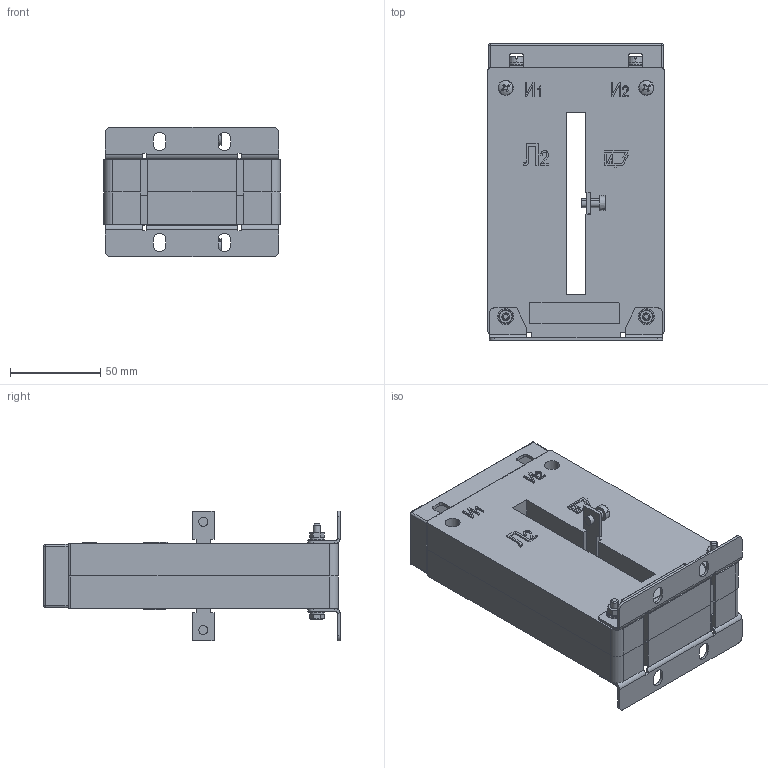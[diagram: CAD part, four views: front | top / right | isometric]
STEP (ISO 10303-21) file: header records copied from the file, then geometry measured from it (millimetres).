
FILE_DESCRIPTION (( 'STEP AP214' ), '1' );
FILE_NAME ('ÒØ-0,66-4Ë.STEP', '2023-08-01T11:42:31', ( '' ), ( '' ), 'SwSTEP 2.0', 'SolidWorks 2014', '' );
FILE_SCHEMA (( 'AUTOMOTIVE_DESIGN' ));
Length unit declared in the file: millimetre
Products named in the file (62): Øóðóï 2-4õ20.019 ÃÎÑÒ 1144-80; Áîëò ÃÎÑÒ 7805-70 Ì4-Ì6; 屡扔.741131.008 想囗赅_-02; ÂÅÈÓ.686171.020À Ïîëóêîðïóñ Ë1_-01; ÂÅÈÓ.686171.021À Ïîëóêîðïóñ Ë2_-01; ÂÅÈÓ.323293.013 Êðûøêà çàùèòíàÿ_-03; ﾘ琺矜 5.65ﾃ.019 ﾃﾎﾑﾒ 6402-70; ﾘ琺矜 5.01.019 ﾃﾎﾑﾒ11371-78; 妈眚 󊅠.58.019 梦岩17473-80; 妈眚 󊙅0.58.019 梦岩17473-80; ÂÅÈÓ.757249.004 Ïëàñòèíà êîíòàêòíàÿ; ÂÅÈÓ.685412.034 Ìàãíèòîïðîâîä ñ îáìîòêîé; Ãàéêà Ì4.5.019 ÃÎÑÒ5915-70; 屡扔.754312.173 亦犭梓赅; ÂÅÈÓ.754312.152 Òàáëè÷êà ïðåäñòàâèòåëüíàÿ; 屡扔.301524.025 肃镟_1; Áîëò ÃÎÑÒ 7805-70 Ì4-Ì6_Œ4å50; Ãàéêà Ì4.5.019 ÃÎÑÒ5915-70_1; ﾘ琺矜 4.01.019 ﾃﾎﾑﾒ11371-78_1; ﾘ琺矜 4.65ﾃ.019 ﾃﾎﾑﾒ1144-80_1; ﾒﾘ-0,66-4ﾋ; 屡扔.741131.008 想囗赅; ÂÅÈÓ.686171.020À Ïîëóêîðïóñ Ë1; ÂÅÈÓ.686171.021À Ïîëóêîðïóñ Ë2; ÂÅÈÓ.323293.013 Êðûøêà çàùèòíàÿ
Assembly tree (43 placements, depth 3):
  Øóðóï 2-4õ20.019 ÃÎÑÒ 1144-80
  Øóðóï 2-4õ20.019 ÃÎÑÒ 1144-80
  Áîëò ÃÎÑÒ 7805-70 Ì4-Ì6
  ﾒﾘ-0,66-4ﾋ
    屡扔.741131.008 想囗赅_-02
    ÂÅÈÓ.686171.020À Ïîëóêîðïóñ Ë1_-01
    ÂÅÈÓ.686171.021À Ïîëóêîðïóñ Ë2_-01
    ÂÅÈÓ.323293.013 Êðûøêà çàùèòíàÿ_-03
    Øóðóï 2-4õ20.019 ÃÎÑÒ 1144-80  x4
    ﾘ琺矜 5.65ﾃ.019 ﾃﾎﾑﾒ 6402-70  x4
    ﾘ琺矜 5.01.019 ﾃﾎﾑﾒ11371-78  x4
    妈眚 󊅠.58.019 梦岩17473-80
    妈眚 󊙅0.58.019 梦岩17473-80  x6
    ÂÅÈÓ.685412.034 Ìàãíèòîïðîâîä ñ îáìîòêîé
      ÂÅÈÓ.757249.004 Ïëàñòèíà êîíòàêòíàÿ  x2
    Ãàéêà Ì4.5.019 ÃÎÑÒ5915-70
    屡扔.754312.173 亦犭梓赅
    ÂÅÈÓ.754312.152 Òàáëè÷êà ïðåäñòàâèòåëüíàÿ
    屡扔.301524.025 肃镟_1  x2
    Áîëò ÃÎÑÒ 7805-70 Ì4-Ì6_Œ4å50  x2
    Ãàéêà Ì4.5.019 ÃÎÑÒ5915-70_1  x2
    ﾘ琺矜 4.01.019 ﾃﾎﾑﾒ11371-78_1  x4
    ﾘ琺矜 4.65ﾃ.019 ﾃﾎﾑﾒ1144-80_1  x4
  屡扔.741131.008 想囗赅
Bounding box: 98 x 164.5 x 72 mm (x, y, z)
Volume: 165416.6 mm3; surface area: 154104.7 mm2
Topology: 42 solids, 42 shells, 1292 faces, 3338 edges, 2165 vertices
Faces by surface type: plane 806, cylinder 289, cone 108, torus 45, bspline 28, sphere 16
Entity records: 30976 total; most frequent: CARTESIAN_POINT 6988, ORIENTED_EDGE 4750, DIRECTION 4484, EDGE_CURVE 2375, VECTOR 1736, LINE 1736, VERTEX_POINT 1554, AXIS2_PLACEMENT_3D 1374
